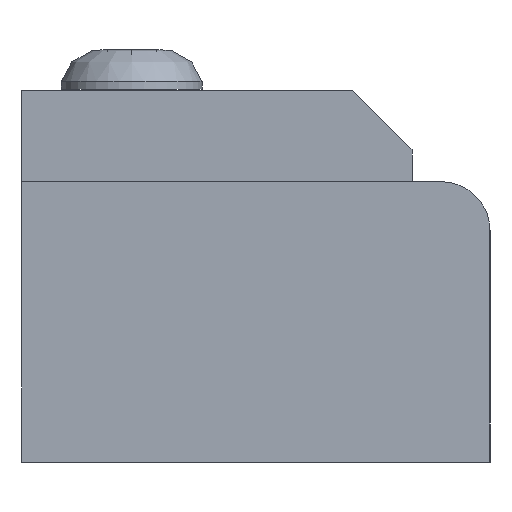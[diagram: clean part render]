
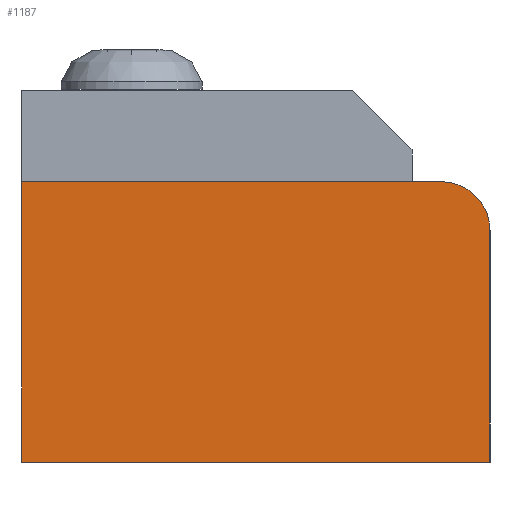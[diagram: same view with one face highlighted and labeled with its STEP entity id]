
A CAD part, left-side view. The second image highlights one B-rep face of the part: STEP entity #1187.
In plain terms, the highlighted planar face has unit normal (-1, 0, 0).
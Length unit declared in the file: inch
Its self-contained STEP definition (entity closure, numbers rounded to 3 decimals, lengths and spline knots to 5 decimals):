
#972=CARTESIAN_POINT('',(-8.01029,1.24097,-0.34536));
#973=VERTEX_POINT('',#972);
#974=CARTESIAN_POINT('',(-8.01029,1.24097,0.37364));
#975=VERTEX_POINT('',#974);
#976=CARTESIAN_POINT('',(-8.01029,1.24097,-0.34536));
#977=DIRECTION('',(0.0,0.0,1.0));
#978=VECTOR('',#977,0.719);
#979=LINE('',#976,#978);
#980=EDGE_CURVE('',#973,#975,#979,.T.);
#1015=CARTESIAN_POINT('',(-8.01029,0.16597,0.37364));
#1016=VERTEX_POINT('',#1015);
#1017=CARTESIAN_POINT('',(-8.01029,1.24097,0.37364));
#1018=DIRECTION('',(0.0,-1.0,0.0));
#1019=VECTOR('',#1018,1.075);
#1020=LINE('',#1017,#1019);
#1021=EDGE_CURVE('',#975,#1016,#1020,.T.);
#1070=CARTESIAN_POINT('',(-8.01029,0.04097,0.24864));
#1071=VERTEX_POINT('',#1070);
#1072=CARTESIAN_POINT('',(-8.01029,0.16597,0.24864));
#1073=DIRECTION('',(1.0,0.0,0.0));
#1074=DIRECTION('',(0.0,-0.707,0.707));
#1075=AXIS2_PLACEMENT_3D('',#1072,#1073,#1074);
#1076=CIRCLE('',#1075,0.125);
#1077=EDGE_CURVE('',#1016,#1071,#1076,.T.);
#1103=CARTESIAN_POINT('',(-8.01029,0.04097,-0.34536));
#1104=VERTEX_POINT('',#1103);
#1105=CARTESIAN_POINT('',(-8.01029,0.04097,0.24864));
#1106=DIRECTION('',(0.0,0.0,-1.0));
#1107=VECTOR('',#1106,0.594);
#1108=LINE('',#1105,#1107);
#1109=EDGE_CURVE('',#1071,#1104,#1108,.T.);
#1134=CARTESIAN_POINT('',(-8.01029,0.04097,-0.34536));
#1135=DIRECTION('',(0.0,1.0,0.0));
#1136=VECTOR('',#1135,1.2);
#1137=LINE('',#1134,#1136);
#1138=EDGE_CURVE('',#1104,#973,#1137,.T.);
#1175=CARTESIAN_POINT('',(-8.01029,0.64986,0.00867));
#1176=DIRECTION('',(-1.0,0.0,0.0));
#1177=DIRECTION('',(0.0,0.0,1.0));
#1178=AXIS2_PLACEMENT_3D('',#1175,#1176,#1177);
#1179=PLANE('',#1178);
#1180=ORIENTED_EDGE('',*,*,#980,.F.);
#1181=ORIENTED_EDGE('',*,*,#1138,.F.);
#1182=ORIENTED_EDGE('',*,*,#1109,.F.);
#1183=ORIENTED_EDGE('',*,*,#1077,.F.);
#1184=ORIENTED_EDGE('',*,*,#1021,.F.);
#1185=EDGE_LOOP('',(#1180,#1181,#1182,#1183,#1184));
#1186=FACE_OUTER_BOUND('',#1185,.T.);
#1187=ADVANCED_FACE('',(#1186),#1179,.T.);
